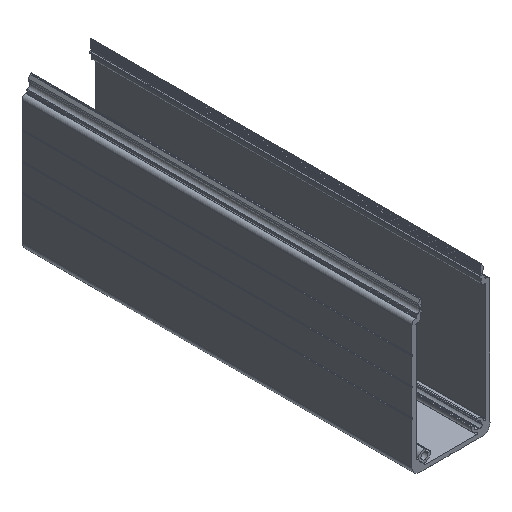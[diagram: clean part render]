
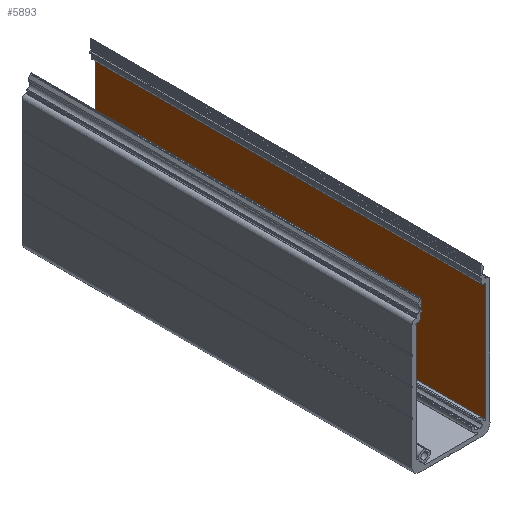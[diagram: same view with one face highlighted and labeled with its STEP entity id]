
A CAD part, isometric view. The second image highlights one B-rep face of the part: STEP entity #5893.
In plain terms, the highlighted planar face has unit normal (-1, 0, 0).
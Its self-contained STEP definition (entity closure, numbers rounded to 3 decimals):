
#100 = VECTOR ( 'NONE', #543, 1000. ) ;
#119 = ORIENTED_EDGE ( 'NONE', *, *, #3977, .T. ) ;
#186 = VERTEX_POINT ( 'NONE', #4080 ) ;
#227 = DIRECTION ( 'NONE',  ( 0., 0., -1. ) ) ;
#468 = LINE ( 'NONE', #1529, #6551 ) ;
#543 = DIRECTION ( 'NONE',  ( 0., 1., 0. ) ) ;
#723 = EDGE_CURVE ( 'NONE', #186, #902, #4803, .T. ) ;
#762 = VECTOR ( 'NONE', #227, 1000. ) ;
#902 = VERTEX_POINT ( 'NONE', #5849 ) ;
#1312 = DIRECTION ( 'NONE',  ( 0., -1., 0. ) ) ;
#1506 = CARTESIAN_POINT ( 'NONE',  ( 17.9, 0., 26.457 ) ) ;
#1529 = CARTESIAN_POINT ( 'NONE',  ( 17.9, 0., -33.215 ) ) ;
#1542 = AXIS2_PLACEMENT_3D ( 'NONE', #6818, #4053, #5215 ) ;
#1565 = EDGE_CURVE ( 'NONE', #902, #4551, #3581, .T. ) ;
#2131 = ORIENTED_EDGE ( 'NONE', *, *, #6152, .T. ) ;
#2237 = ORIENTED_EDGE ( 'NONE', *, *, #723, .T. ) ;
#2318 = CARTESIAN_POINT ( 'NONE',  ( 17.9, 0., -33.215 ) ) ;
#2350 = EDGE_LOOP ( 'NONE', ( #119, #2131, #2237, #3464 ) ) ;
#2363 = CARTESIAN_POINT ( 'NONE',  ( 17.9, 200., -33.215 ) ) ;
#2584 = VERTEX_POINT ( 'NONE', #3664 ) ;
#2906 = FACE_OUTER_BOUND ( 'NONE', #2350, .T. ) ;
#3464 = ORIENTED_EDGE ( 'NONE', *, *, #1565, .T. ) ;
#3581 = LINE ( 'NONE', #2318, #4965 ) ;
#3664 = CARTESIAN_POINT ( 'NONE',  ( 17.9, 0., 26.457 ) ) ;
#3977 = EDGE_CURVE ( 'NONE', #4551, #2584, #468, .T. ) ;
#4053 = DIRECTION ( 'NONE',  ( -1., 0., 0. ) ) ;
#4080 = CARTESIAN_POINT ( 'NONE',  ( 17.9, 200., 26.457 ) ) ;
#4217 = CARTESIAN_POINT ( 'NONE',  ( 17.9, 0., -33.215 ) ) ;
#4551 = VERTEX_POINT ( 'NONE', #4217 ) ;
#4803 = LINE ( 'NONE', #2363, #762 ) ;
#4965 = VECTOR ( 'NONE', #1312, 1000. ) ;
#5215 = DIRECTION ( 'NONE',  ( 0., 0., 1. ) ) ;
#5849 = CARTESIAN_POINT ( 'NONE',  ( 17.9, 200., -33.215 ) ) ;
#5893 = ADVANCED_FACE ( 'NONE', ( #2906 ), #6223, .T. ) ;
#5955 = DIRECTION ( 'NONE',  ( 0., 0., 1. ) ) ;
#6152 = EDGE_CURVE ( 'NONE', #2584, #186, #6510, .T. ) ;
#6223 = PLANE ( 'NONE',  #1542 ) ;
#6510 = LINE ( 'NONE', #1506, #100 ) ;
#6551 = VECTOR ( 'NONE', #5955, 1000. ) ;
#6818 = CARTESIAN_POINT ( 'NONE',  ( 17.9, 0., -33.215 ) ) ;
